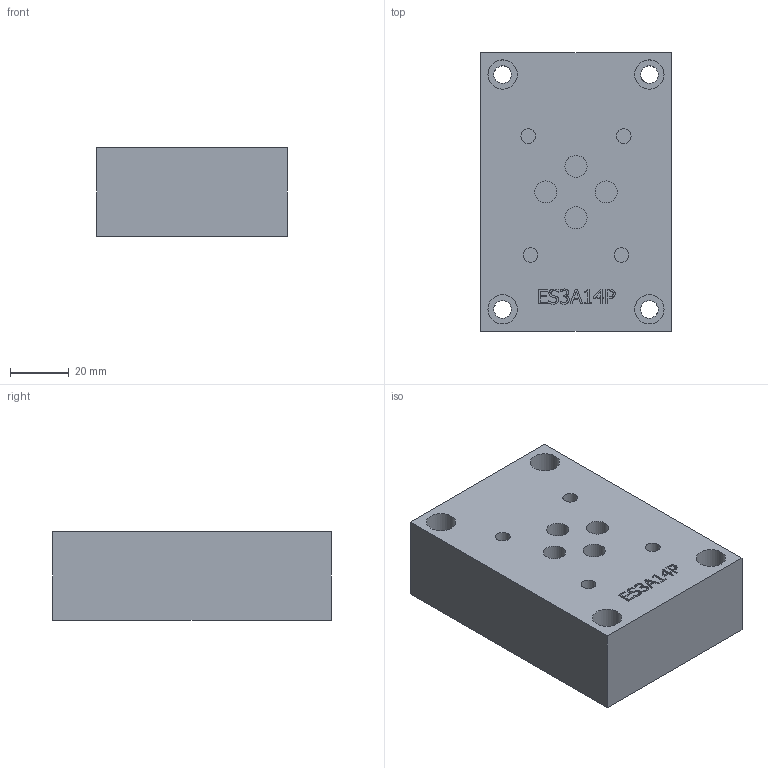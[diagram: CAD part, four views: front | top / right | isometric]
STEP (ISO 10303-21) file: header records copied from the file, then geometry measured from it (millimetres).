
FILE_DESCRIPTION(/* description */ (''),/* implementation_level */ '2;1');
FILE_NAME(/* name */ 'ES3A14P.stp',/* time_stamp */ '2016-05-10T16:23:44+02:00',/* author */ ('Lemoine2'),/* organization */ (''),/* preprocessor_version */ 'ST-DEVELOPER v16.1',/* originating_system */ 'Autodesk Inventor 2016',/* authorisation */ '');
FILE_SCHEMA (('AUTOMOTIVE_DESIGN { 1 0 10303 214 3 1 1 }'));
Length unit declared in the file: millimetre
Products named in the file (1): ES3A14P
Bounding box: 65 x 95 x 30 mm (x, y, z)
Volume: 167284.8 mm3; surface area: 28921.8 mm2
Topology: 1 solids, 1 shells, 246 faces, 624 edges, 418 vertices
Faces by surface type: plane 148, bspline 66, cylinder 28, cone 4
Full cylindrical faces by diameter (mm): 5 x4, 6 x4, 7.5 x4, 10 x4, 11.5 x4, 13.2 x4, 22 x4
Entity records: 7469 total; most frequent: CARTESIAN_POINT 2087, ORIENTED_EDGE 1156, DIRECTION 864, EDGE_CURVE 578, VERTEX_POINT 404, LINE 390, VECTOR 390, EDGE_LOOP 324
